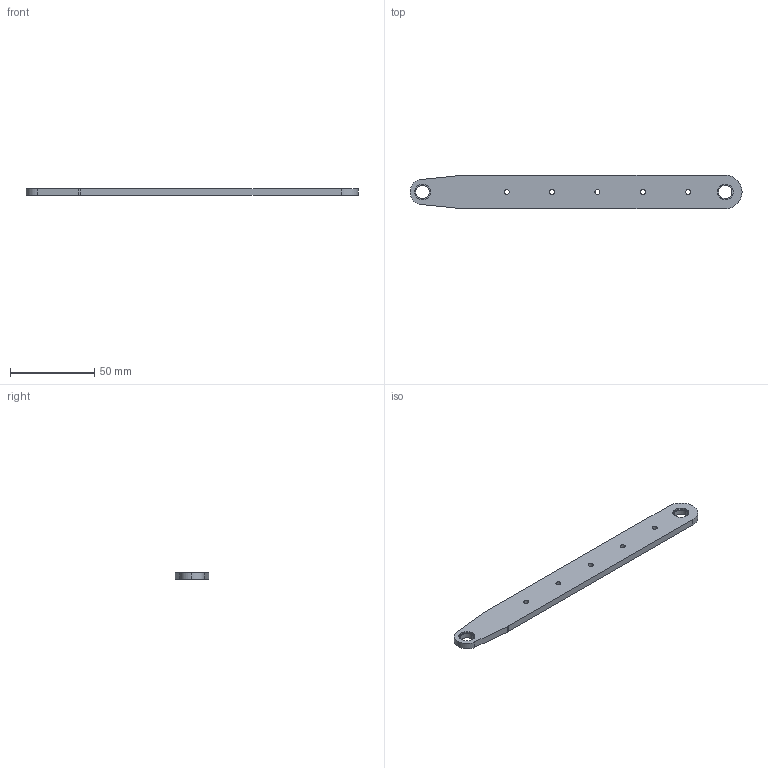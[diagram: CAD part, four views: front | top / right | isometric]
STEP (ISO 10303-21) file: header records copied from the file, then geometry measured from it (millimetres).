
FILE_DESCRIPTION (( 'STEP AP214' ), '1' );
FILE_NAME ('湮旋 - 盓傅萵旋.step', '2025-04-15T06:15:39', ( '' ), ( '' ), 'SwSTEP 2.0', 'SolidWorks 2024', '' );
FILE_SCHEMA (( 'AUTOMOTIVE_DESIGN' ));
Length unit declared in the file: millimetre
Products named in the file (1): 大臂 - 支撑副臂
Bounding box: 197.5 x 20 x 4 mm (x, y, z)
Volume: 14559.9 mm3; surface area: 9357.5 mm2
Topology: 1 solids, 1 shells, 31 faces, 81 edges, 54 vertices
Faces by surface type: cylinder 23, plane 8
Entity records: 1032 total; most frequent: DIRECTION 191, CARTESIAN_POINT 167, ORIENTED_EDGE 162, EDGE_CURVE 81, AXIS2_PLACEMENT_3D 78, VERTEX_POINT 54, EDGE_LOOP 47, CIRCLE 46
